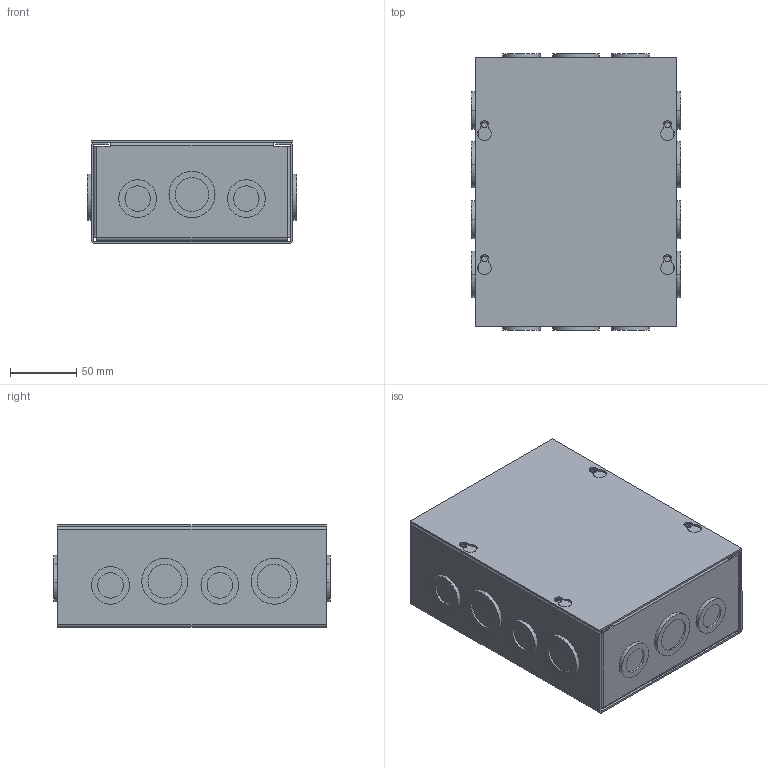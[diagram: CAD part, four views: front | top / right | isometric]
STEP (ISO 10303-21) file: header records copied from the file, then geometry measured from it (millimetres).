
FILE_DESCRIPTION (( 'STEP AP203' ), '1' );
FILE_NAME ('CSKO863_Default.step', '2019-11-13T16:16:12', ( '' ), ( '' ), 'SwSTEP 2.0', 'SolidWorks 2019', '' );
FILE_SCHEMA (( 'CONFIG_CONTROL_DESIGN' ));
Length unit declared in the file: inch
Products named in the file (1): CSKO863_Default
Bounding box: 158.34 x 209.14 x 77.65 mm (x, y, z)
Volume: 193771.2 mm3; surface area: 272353.3 mm2
Topology: 4 solids, 4 shells, 373 faces, 878 edges, 574 vertices
Faces by surface type: cylinder 184, plane 181, bspline 4, cone 4
Entity records: 10987 total; most frequent: DIRECTION 1996, CARTESIAN_POINT 1898, ORIENTED_EDGE 1756, EDGE_CURVE 878, AXIS2_PLACEMENT_3D 752, VERTEX_POINT 574, VECTOR 492, LINE 492
